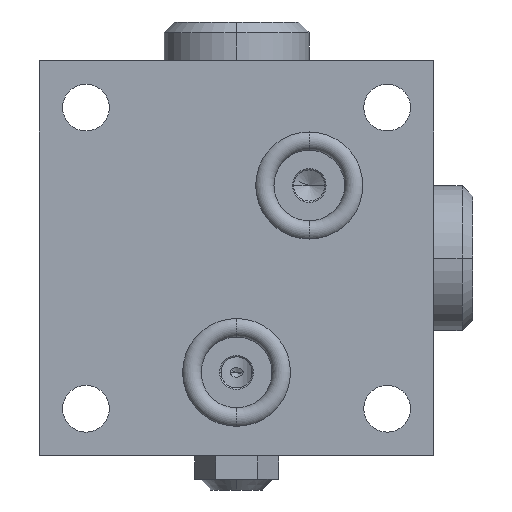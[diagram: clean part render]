
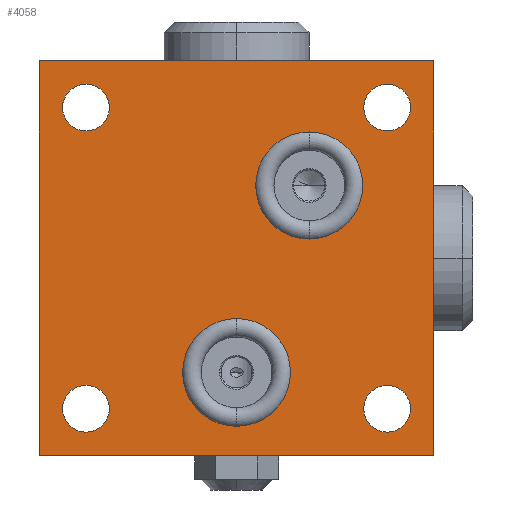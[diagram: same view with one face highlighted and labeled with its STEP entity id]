
A CAD part, front view. The second image highlights one B-rep face of the part: STEP entity #4058.
In plain terms, the highlighted planar face has unit normal (0, -1, 0).
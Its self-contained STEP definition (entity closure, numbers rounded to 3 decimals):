
#433=DIRECTION('',(1.,0.,0.));
#434=VECTOR('',#433,38.);
#435=CARTESIAN_POINT('',(-19.,-19.5,19.));
#436=LINE('',#435,#434);
#440=DIRECTION('',(0.,0.,-1.));
#441=VECTOR('',#440,38.);
#442=CARTESIAN_POINT('',(19.,-19.5,19.));
#443=LINE('',#442,#441);
#447=DIRECTION('',(-1.,0.,0.));
#448=VECTOR('',#447,38.);
#449=CARTESIAN_POINT('',(19.,-19.5,-19.));
#450=LINE('',#449,#448);
#454=DIRECTION('',(0.,0.,1.));
#455=VECTOR('',#454,38.);
#456=CARTESIAN_POINT('',(-19.,-19.5,-19.));
#457=LINE('',#456,#455);
#461=CARTESIAN_POINT('',(-14.5,-19.5,-14.5));
#462=DIRECTION('',(0.,1.,0.));
#463=DIRECTION('',(0.,0.,-1.));
#464=AXIS2_PLACEMENT_3D('',#461,#462,#463);
#469=CARTESIAN_POINT('',(-14.5,-19.5,-14.5));
#470=DIRECTION('',(0.,1.,0.));
#471=DIRECTION('',(0.,0.,1.));
#472=AXIS2_PLACEMENT_3D('',#469,#470,#471);
#477=CARTESIAN_POINT('',(14.5,-19.5,-14.5));
#478=DIRECTION('',(0.,1.,0.));
#479=DIRECTION('',(0.,0.,-1.));
#480=AXIS2_PLACEMENT_3D('',#477,#478,#479);
#485=CARTESIAN_POINT('',(14.5,-19.5,-14.5));
#486=DIRECTION('',(0.,1.,0.));
#487=DIRECTION('',(0.,0.,1.));
#488=AXIS2_PLACEMENT_3D('',#485,#486,#487);
#493=CARTESIAN_POINT('',(14.5,-19.5,14.5));
#494=DIRECTION('',(0.,1.,0.));
#495=DIRECTION('',(0.,0.,-1.));
#496=AXIS2_PLACEMENT_3D('',#493,#494,#495);
#501=CARTESIAN_POINT('',(14.5,-19.5,14.5));
#502=DIRECTION('',(0.,1.,0.));
#503=DIRECTION('',(0.,0.,1.));
#504=AXIS2_PLACEMENT_3D('',#501,#502,#503);
#509=CARTESIAN_POINT('',(-14.5,-19.5,14.5));
#510=DIRECTION('',(0.,1.,0.));
#511=DIRECTION('',(0.,0.,-1.));
#512=AXIS2_PLACEMENT_3D('',#509,#510,#511);
#517=CARTESIAN_POINT('',(-14.5,-19.5,14.5));
#518=DIRECTION('',(0.,1.,0.));
#519=DIRECTION('',(0.,0.,1.));
#520=AXIS2_PLACEMENT_3D('',#517,#518,#519);
#525=CARTESIAN_POINT('',(0.,-19.5,-11.));
#526=DIRECTION('',(0.,-1.,0.));
#527=DIRECTION('',(-1.,0.,0.));
#528=AXIS2_PLACEMENT_3D('',#525,#526,#527);
#533=CARTESIAN_POINT('',(0.,-19.5,-11.));
#534=DIRECTION('',(0.,-1.,0.));
#535=DIRECTION('',(1.,0.,0.));
#536=AXIS2_PLACEMENT_3D('',#533,#534,#535);
#541=CARTESIAN_POINT('',(7.,-19.5,7.));
#542=DIRECTION('',(0.,1.,0.));
#543=DIRECTION('',(0.,0.,1.));
#544=AXIS2_PLACEMENT_3D('',#541,#542,#543);
#549=CARTESIAN_POINT('',(7.,-19.5,7.));
#550=DIRECTION('',(0.,1.,0.));
#551=DIRECTION('',(0.,0.,-1.));
#552=AXIS2_PLACEMENT_3D('',#549,#550,#551);
#3345=CARTESIAN_POINT('',(-19.,-19.5,19.));
#3346=CARTESIAN_POINT('',(19.,-19.5,19.));
#3347=VERTEX_POINT('',#3345);
#3348=VERTEX_POINT('',#3346);
#3349=CARTESIAN_POINT('',(19.,-19.5,-19.));
#3350=VERTEX_POINT('',#3349);
#3351=CARTESIAN_POINT('',(-19.,-19.5,-19.));
#3352=VERTEX_POINT('',#3351);
#3393=CARTESIAN_POINT('',(-14.5,-19.5,-16.75));
#3394=CARTESIAN_POINT('',(-14.5,-19.5,-12.25));
#3395=VERTEX_POINT('',#3393);
#3396=VERTEX_POINT('',#3394);
#3397=CARTESIAN_POINT('',(14.5,-19.5,-16.75));
#3398=CARTESIAN_POINT('',(14.5,-19.5,-12.25));
#3399=VERTEX_POINT('',#3397);
#3400=VERTEX_POINT('',#3398);
#3401=CARTESIAN_POINT('',(14.5,-19.5,12.25));
#3402=CARTESIAN_POINT('',(14.5,-19.5,16.75));
#3403=VERTEX_POINT('',#3401);
#3404=VERTEX_POINT('',#3402);
#3405=CARTESIAN_POINT('',(-14.5,-19.5,12.25));
#3406=CARTESIAN_POINT('',(-14.5,-19.5,16.75));
#3407=VERTEX_POINT('',#3405);
#3408=VERTEX_POINT('',#3406);
#3471=CARTESIAN_POINT('',(-5.195,-19.5,-11.));
#3472=CARTESIAN_POINT('',(5.195,-19.5,-11.));
#3473=VERTEX_POINT('',#3471);
#3474=VERTEX_POINT('',#3472);
#3599=CARTESIAN_POINT('',(7.,-19.5,1.842));
#3600=VERTEX_POINT('',#3599);
#3601=CARTESIAN_POINT('',(7.,-19.5,12.158));
#3602=VERTEX_POINT('',#3601);
#4009=CARTESIAN_POINT('',(0.,-19.5,0.));
#4010=DIRECTION('',(0.,1.,0.));
#4011=DIRECTION('',(0.,0.,-1.));
#4012=AXIS2_PLACEMENT_3D('',#4009,#4010,#4011);
#4013=PLANE('',#4012);
#4015=ORIENTED_EDGE('',*,*,#4014,.T.);
#4017=ORIENTED_EDGE('',*,*,#4016,.T.);
#4019=ORIENTED_EDGE('',*,*,#4018,.T.);
#4021=ORIENTED_EDGE('',*,*,#4020,.T.);
#4022=EDGE_LOOP('',(#4015,#4017,#4019,#4021));
#4023=FACE_OUTER_BOUND('',#4022,.F.);
#4025=ORIENTED_EDGE('',*,*,#4024,.F.);
#4027=ORIENTED_EDGE('',*,*,#4026,.F.);
#4028=EDGE_LOOP('',(#4025,#4027));
#4029=FACE_BOUND('',#4028,.F.);
#4031=ORIENTED_EDGE('',*,*,#4030,.F.);
#4033=ORIENTED_EDGE('',*,*,#4032,.F.);
#4034=EDGE_LOOP('',(#4031,#4033));
#4035=FACE_BOUND('',#4034,.F.);
#4037=ORIENTED_EDGE('',*,*,#4036,.F.);
#4039=ORIENTED_EDGE('',*,*,#4038,.F.);
#4040=EDGE_LOOP('',(#4037,#4039));
#4041=FACE_BOUND('',#4040,.F.);
#4043=ORIENTED_EDGE('',*,*,#4042,.F.);
#4045=ORIENTED_EDGE('',*,*,#4044,.F.);
#4046=EDGE_LOOP('',(#4043,#4045));
#4047=FACE_BOUND('',#4046,.F.);
#4048=ORIENTED_EDGE('',*,*,#3941,.T.);
#4049=ORIENTED_EDGE('',*,*,#4002,.T.);
#4050=EDGE_LOOP('',(#4048,#4049));
#4051=FACE_BOUND('',#4050,.F.);
#4053=ORIENTED_EDGE('',*,*,#4052,.F.);
#4055=ORIENTED_EDGE('',*,*,#4054,.F.);
#4056=EDGE_LOOP('',(#4053,#4055));
#4057=FACE_BOUND('',#4056,.F.);
#465=CIRCLE('',#464,2.25);
#473=CIRCLE('',#472,2.25);
#481=CIRCLE('',#480,2.25);
#489=CIRCLE('',#488,2.25);
#497=CIRCLE('',#496,2.25);
#505=CIRCLE('',#504,2.25);
#513=CIRCLE('',#512,2.25);
#521=CIRCLE('',#520,2.25);
#529=CIRCLE('',#528,5.195);
#537=CIRCLE('',#536,5.195);
#545=CIRCLE('',#544,5.158);
#553=CIRCLE('',#552,5.158);
#3941=EDGE_CURVE('',#3473,#3474,#529,.T.);
#4002=EDGE_CURVE('',#3474,#3473,#537,.T.);
#4014=EDGE_CURVE('',#3347,#3348,#436,.T.);
#4016=EDGE_CURVE('',#3348,#3350,#443,.T.);
#4018=EDGE_CURVE('',#3350,#3352,#450,.T.);
#4020=EDGE_CURVE('',#3352,#3347,#457,.T.);
#4024=EDGE_CURVE('',#3395,#3396,#465,.T.);
#4026=EDGE_CURVE('',#3396,#3395,#473,.T.);
#4030=EDGE_CURVE('',#3399,#3400,#481,.T.);
#4032=EDGE_CURVE('',#3400,#3399,#489,.T.);
#4036=EDGE_CURVE('',#3403,#3404,#497,.T.);
#4038=EDGE_CURVE('',#3404,#3403,#505,.T.);
#4042=EDGE_CURVE('',#3407,#3408,#513,.T.);
#4044=EDGE_CURVE('',#3408,#3407,#521,.T.);
#4052=EDGE_CURVE('',#3602,#3600,#545,.T.);
#4054=EDGE_CURVE('',#3600,#3602,#553,.T.);
#4058=ADVANCED_FACE('',(#4023,#4029,#4035,#4041,#4047,#4051,#4057),#4013,.F.);
